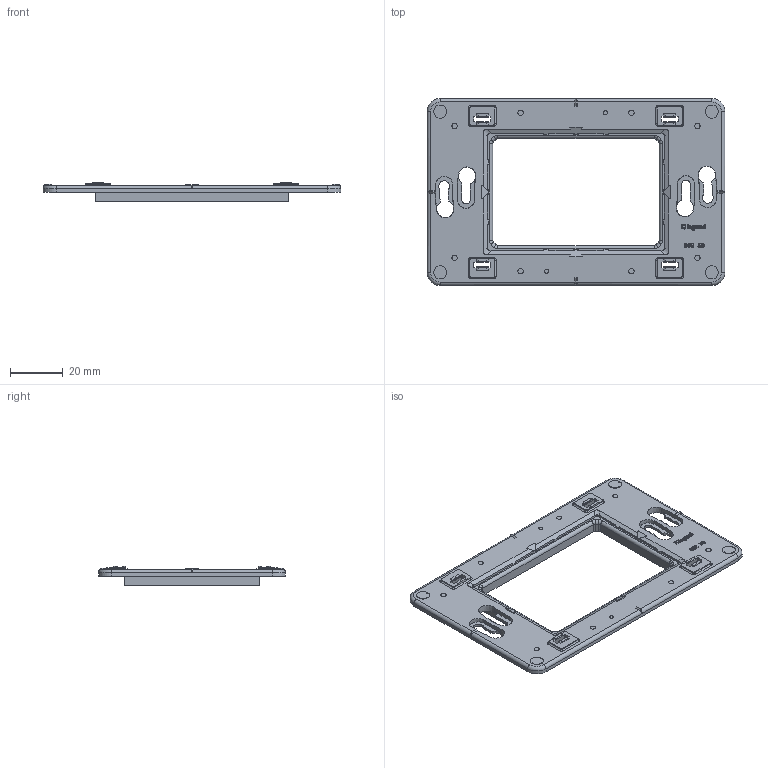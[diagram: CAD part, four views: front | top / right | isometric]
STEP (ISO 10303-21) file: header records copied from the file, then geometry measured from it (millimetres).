
FILE_DESCRIPTION(('CATIA V5 STEP Exchange','CAx-IF Rec.Pracs.--- Model Styling and Organization---1.5--- 2016-08-15','CAx-IF Rec.Pracs.---Supplemental Geometry---1.0---2011-11-01','CAx-IF Rec.Pracs.--- Composite Materials ---1.1---2010-07-15'),'2;1');
FILE_NAME('080259_AllCATPart.stp','2024-01-09T15:04:21+00:00',('none'),('none'),'CATIA Version 5-6 Release 2020 SP3','CATIA V5 STEP AP214 v2','none');
FILE_SCHEMA(('AUTOMOTIVE_DESIGN { 1 0 10303 214 1 1 1 1 }'));
Length unit declared in the file: millimetre
Products named in the file (1): 080259_AllCATPart
Bounding box: 112.9 x 70.9 x 7.2 mm (x, y, z)
Volume: 16190.8 mm3; surface area: 14153.5 mm2
Topology: 15 solids, 15 shells, 1208 faces, 3292 edges, 2175 vertices
Faces by surface type: plane 877, cylinder 175, cone 116, torus 24, bspline 16
Entity records: 38246 total; most frequent: CARTESIAN_POINT 9141, ORIENTED_EDGE 6584, DIRECTION 4934, EDGE_CURVE 3292, VECTOR 2511, LINE 2511, VERTEX_POINT 2175, AXIS2_PLACEMENT_3D 1432
